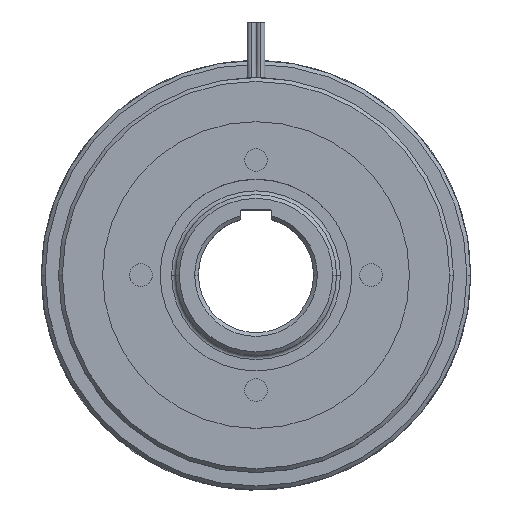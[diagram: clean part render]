
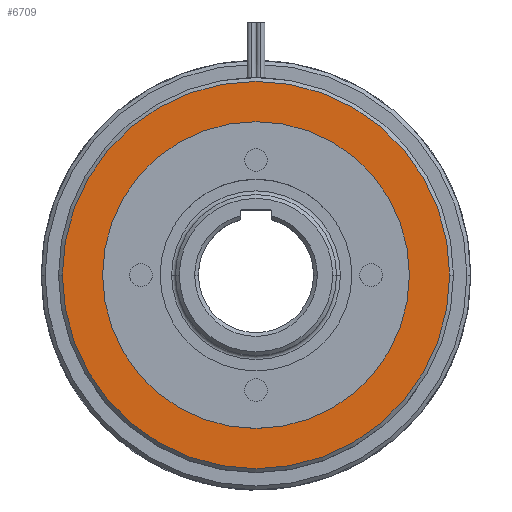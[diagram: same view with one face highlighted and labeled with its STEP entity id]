
A CAD part, top view. The second image highlights one B-rep face of the part: STEP entity #6709.
In plain terms, the highlighted planar face has unit normal (0, 0, 1).
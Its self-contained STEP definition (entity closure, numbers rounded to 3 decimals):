
#2779 = DIRECTION ( 'NONE',  ( 0., 0., 1. ) ) ;
#2892 = DIRECTION ( 'NONE',  ( 1., 0., 0. ) ) ;
#3618 = FACE_OUTER_BOUND ( 'NONE', #6687, .T. ) ;
#3638 = AXIS2_PLACEMENT_3D ( 'NONE', #3644, #2779, #2892 ) ;
#3639 = CIRCLE ( 'NONE', #3638, 50.5 ) ;
#3641 = DIRECTION ( 'NONE',  ( 1., 0., 0. ) ) ;
#3642 = DIRECTION ( 'NONE',  ( 0., 0., 1. ) ) ;
#3643 = CARTESIAN_POINT ( 'NONE',  ( 0., 0., 25.5 ) ) ;
#3644 = CARTESIAN_POINT ( 'NONE',  ( 0., 0., 25.5 ) ) ;
#3645 = AXIS2_PLACEMENT_3D ( 'NONE', #3643, #3642, #3641 ) ;
#3646 = PLANE ( 'NONE',  #3645 ) ;
#3647 = FACE_BOUND ( 'NONE', #5981, .T. ) ;
#3674 = CIRCLE ( 'NONE', #3698, 40. ) ;
#3684 = DIRECTION ( 'NONE',  ( 1., 0., 0. ) ) ;
#3685 = DIRECTION ( 'NONE',  ( 0., 0., 1. ) ) ;
#3698 = AXIS2_PLACEMENT_3D ( 'NONE', #3735, #3685, #3684 ) ;
#3735 = CARTESIAN_POINT ( 'NONE',  ( 0., 0., 25.5 ) ) ;
#4107 = EDGE_CURVE ( 'NONE', #4254, #4253, #6157, .T. ) ;
#4147 = VERTEX_POINT ( 'NONE', #6201 ) ;
#4149 = EDGE_CURVE ( 'NONE', #4231, #4147, #6200, .T. ) ;
#4231 = VERTEX_POINT ( 'NONE', #6371 ) ;
#4253 = VERTEX_POINT ( 'NONE', #6427 ) ;
#4254 = VERTEX_POINT ( 'NONE', #6426 ) ;
#5981 = EDGE_LOOP ( 'NONE', ( #6821, #6813 ) ) ;
#6153 = DIRECTION ( 'NONE',  ( 1., 0., 0. ) ) ;
#6154 = DIRECTION ( 'NONE',  ( 0., 0., 1. ) ) ;
#6155 = CARTESIAN_POINT ( 'NONE',  ( 0., 0., 25.5 ) ) ;
#6156 = AXIS2_PLACEMENT_3D ( 'NONE', #6155, #6154, #6153 ) ;
#6157 = CIRCLE ( 'NONE', #6156, 50.5 ) ;
#6196 = DIRECTION ( 'NONE',  ( 1., 0., 0. ) ) ;
#6197 = DIRECTION ( 'NONE',  ( 0., 0., 1. ) ) ;
#6198 = CARTESIAN_POINT ( 'NONE',  ( 0., 0., 25.5 ) ) ;
#6199 = AXIS2_PLACEMENT_3D ( 'NONE', #6198, #6197, #6196 ) ;
#6200 = CIRCLE ( 'NONE', #6199, 40. ) ;
#6201 = CARTESIAN_POINT ( 'NONE',  ( -40., 0., 25.5 ) ) ;
#6371 = CARTESIAN_POINT ( 'NONE',  ( 40., 0., 25.5 ) ) ;
#6426 = CARTESIAN_POINT ( 'NONE',  ( 50.5, 0., 25.5 ) ) ;
#6427 = CARTESIAN_POINT ( 'NONE',  ( -50.5, 0., 25.5 ) ) ;
#6687 = EDGE_LOOP ( 'NONE', ( #6738, #6802 ) ) ;
#6709 = ADVANCED_FACE ( 'NONE', ( #3618, #3647 ), #3646, .T. ) ;
#6738 = ORIENTED_EDGE ( 'NONE', *, *, #6773, .T. ) ;
#6773 = EDGE_CURVE ( 'NONE', #4253, #4254, #3639, .T. ) ;
#6802 = ORIENTED_EDGE ( 'NONE', *, *, #4107, .T. ) ;
#6813 = ORIENTED_EDGE ( 'NONE', *, *, #6832, .F. ) ;
#6821 = ORIENTED_EDGE ( 'NONE', *, *, #4149, .F. ) ;
#6832 = EDGE_CURVE ( 'NONE', #4147, #4231, #3674, .T. ) ;
